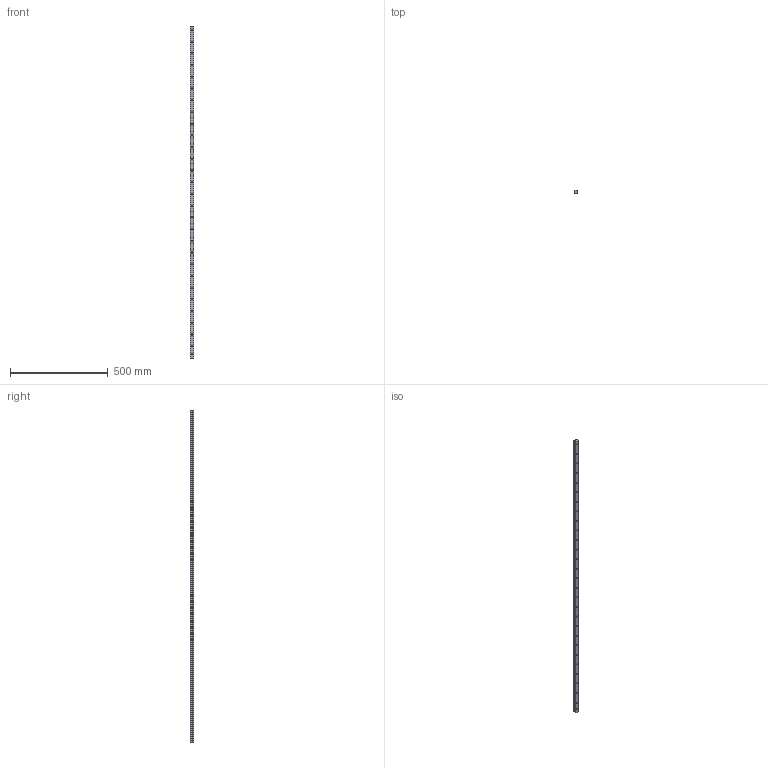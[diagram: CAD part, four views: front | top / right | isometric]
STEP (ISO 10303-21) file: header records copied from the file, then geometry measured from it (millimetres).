
FILE_DESCRIPTION (( 'STEP AP214' ), '1' );
FILE_NAME ('HGR20R LINEAR GUIDE RAIL, CONFIGURABLE, 1700 mm.STEP', '2019-03-07T08:56:30', ( '' ), ( '' ), 'SwSTEP 2.0', 'SolidWorks 2018', '' );
FILE_SCHEMA (( 'AUTOMOTIVE_DESIGN' ));
Length unit declared in the file: millimetre
Products named in the file (2): HGR20R LINEAR GUIDE RAIL, CONFIGURABLE, 1700 mm
Bounding box: 20 x 17.5 x 1700 mm (x, y, z)
Volume: 483804.2 mm3; surface area: 141380.5 mm2
Topology: 1 solids, 1 shells, 189 faces, 474 edges, 316 vertices
Faces by surface type: cylinder 138, plane 51
Entity records: 5969 total; most frequent: DIRECTION 1132, CARTESIAN_POINT 981, ORIENTED_EDGE 948, EDGE_CURVE 474, AXIS2_PLACEMENT_3D 467, VERTEX_POINT 316, EDGE_LOOP 276, CIRCLE 276
